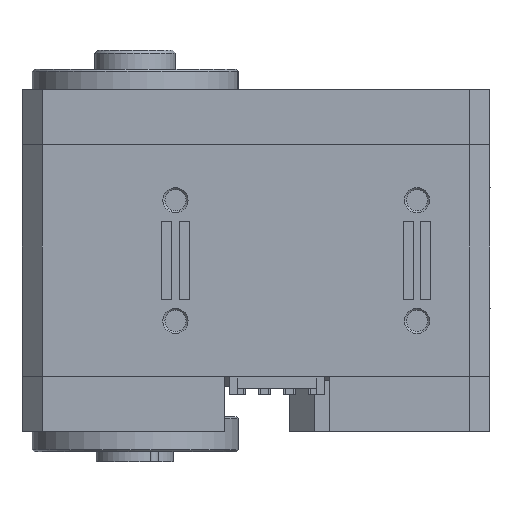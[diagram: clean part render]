
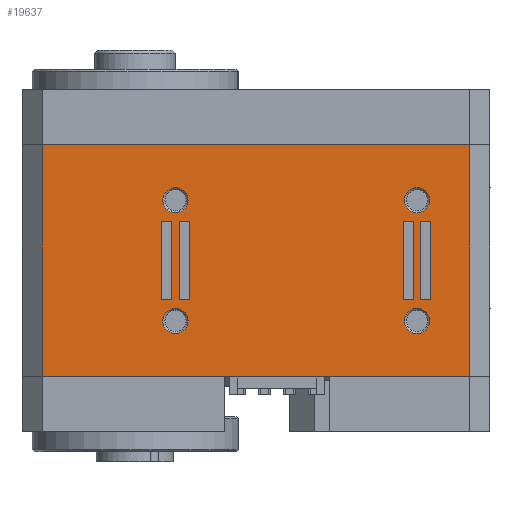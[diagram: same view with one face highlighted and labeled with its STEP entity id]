
A CAD part, left-side view. The second image highlights one B-rep face of the part: STEP entity #19637.
In plain terms, the highlighted planar face has unit normal (-1, 0, 0).
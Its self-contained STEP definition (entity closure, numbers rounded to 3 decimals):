
#691=CIRCLE('',#21032,1.25);
#692=CIRCLE('',#21033,1.25);
#693=CIRCLE('',#21034,1.25);
#694=CIRCLE('',#21035,1.25);
#1387=FACE_BOUND('',#2631,.T.);
#1388=FACE_BOUND('',#2632,.T.);
#1389=FACE_BOUND('',#2633,.T.);
#1390=FACE_BOUND('',#2634,.T.);
#1391=FACE_BOUND('',#2635,.T.);
#1392=FACE_BOUND('',#2636,.T.);
#1393=FACE_BOUND('',#2637,.T.);
#1394=FACE_BOUND('',#2638,.T.);
#1538=FACE_OUTER_BOUND('',#2630,.T.);
#2630=EDGE_LOOP('',(#13149,#13150,#13151,#13152));
#2631=EDGE_LOOP('',(#13153,#13154,#13155,#13156));
#2632=EDGE_LOOP('',(#13157,#13158,#13159,#13160));
#2633=EDGE_LOOP('',(#13161,#13162,#13163,#13164));
#2634=EDGE_LOOP('',(#13165,#13166,#13167,#13168));
#2635=EDGE_LOOP('',(#13169));
#2636=EDGE_LOOP('',(#13170));
#2637=EDGE_LOOP('',(#13171));
#2638=EDGE_LOOP('',(#13172));
#3882=LINE('',#28752,#6038);
#3887=LINE('',#28766,#6043);
#3889=LINE('',#28770,#6045);
#3890=LINE('',#28771,#6046);
#3891=LINE('',#28774,#6047);
#3892=LINE('',#28776,#6048);
#3893=LINE('',#28778,#6049);
#3894=LINE('',#28779,#6050);
#3895=LINE('',#28782,#6051);
#3896=LINE('',#28784,#6052);
#3897=LINE('',#28786,#6053);
#3898=LINE('',#28787,#6054);
#3899=LINE('',#28790,#6055);
#3900=LINE('',#28792,#6056);
#3901=LINE('',#28794,#6057);
#3902=LINE('',#28795,#6058);
#3903=LINE('',#28798,#6059);
#3904=LINE('',#28800,#6060);
#3905=LINE('',#28802,#6061);
#3906=LINE('',#28803,#6062);
#6038=VECTOR('',#22910,42.5);
#6043=VECTOR('',#22923,23.);
#6045=VECTOR('',#22927,23.);
#6046=VECTOR('',#22928,42.5);
#6047=VECTOR('',#22929,1.);
#6048=VECTOR('',#22930,7.8);
#6049=VECTOR('',#22931,1.);
#6050=VECTOR('',#22932,7.8);
#6051=VECTOR('',#22933,1.);
#6052=VECTOR('',#22934,7.8);
#6053=VECTOR('',#22935,1.);
#6054=VECTOR('',#22936,7.8);
#6055=VECTOR('',#22937,1.);
#6056=VECTOR('',#22938,7.8);
#6057=VECTOR('',#22939,1.);
#6058=VECTOR('',#22940,7.8);
#6059=VECTOR('',#22941,1.);
#6060=VECTOR('',#22942,7.8);
#6061=VECTOR('',#22943,1.);
#6062=VECTOR('',#22944,7.8);
#8186=VERTEX_POINT('',#28749);
#8187=VERTEX_POINT('',#28751);
#8192=VERTEX_POINT('',#28765);
#8193=VERTEX_POINT('',#28769);
#8194=VERTEX_POINT('',#28772);
#8195=VERTEX_POINT('',#28773);
#8196=VERTEX_POINT('',#28775);
#8197=VERTEX_POINT('',#28777);
#8198=VERTEX_POINT('',#28780);
#8199=VERTEX_POINT('',#28781);
#8200=VERTEX_POINT('',#28783);
#8201=VERTEX_POINT('',#28785);
#8202=VERTEX_POINT('',#28788);
#8203=VERTEX_POINT('',#28789);
#8204=VERTEX_POINT('',#28791);
#8205=VERTEX_POINT('',#28793);
#8206=VERTEX_POINT('',#28796);
#8207=VERTEX_POINT('',#28797);
#8208=VERTEX_POINT('',#28799);
#8209=VERTEX_POINT('',#28801);
#8210=VERTEX_POINT('',#28804);
#8211=VERTEX_POINT('',#28806);
#8212=VERTEX_POINT('',#28808);
#8213=VERTEX_POINT('',#28810);
#10167=EDGE_CURVE('',#8186,#8187,#3882,.T.);
#10174=EDGE_CURVE('',#8192,#8187,#3887,.T.);
#10176=EDGE_CURVE('',#8193,#8186,#3889,.T.);
#10177=EDGE_CURVE('',#8192,#8193,#3890,.T.);
#10178=EDGE_CURVE('',#8194,#8195,#3891,.T.);
#10179=EDGE_CURVE('',#8195,#8196,#3892,.T.);
#10180=EDGE_CURVE('',#8196,#8197,#3893,.T.);
#10181=EDGE_CURVE('',#8194,#8197,#3894,.T.);
#10182=EDGE_CURVE('',#8198,#8199,#3895,.T.);
#10183=EDGE_CURVE('',#8199,#8200,#3896,.T.);
#10184=EDGE_CURVE('',#8200,#8201,#3897,.T.);
#10185=EDGE_CURVE('',#8198,#8201,#3898,.T.);
#10186=EDGE_CURVE('',#8202,#8203,#3899,.T.);
#10187=EDGE_CURVE('',#8203,#8204,#3900,.T.);
#10188=EDGE_CURVE('',#8204,#8205,#3901,.T.);
#10189=EDGE_CURVE('',#8202,#8205,#3902,.T.);
#10190=EDGE_CURVE('',#8206,#8207,#3903,.T.);
#10191=EDGE_CURVE('',#8207,#8208,#3904,.T.);
#10192=EDGE_CURVE('',#8208,#8209,#3905,.T.);
#10193=EDGE_CURVE('',#8206,#8209,#3906,.T.);
#10194=EDGE_CURVE('',#8210,#8210,#691,.T.);
#10195=EDGE_CURVE('',#8211,#8211,#692,.T.);
#10196=EDGE_CURVE('',#8212,#8212,#693,.T.);
#10197=EDGE_CURVE('',#8213,#8213,#694,.T.);
#13149=ORIENTED_EDGE('',*,*,#10176,.F.);
#13150=ORIENTED_EDGE('',*,*,#10177,.F.);
#13151=ORIENTED_EDGE('',*,*,#10174,.T.);
#13152=ORIENTED_EDGE('',*,*,#10167,.F.);
#13153=ORIENTED_EDGE('',*,*,#10178,.T.);
#13154=ORIENTED_EDGE('',*,*,#10179,.T.);
#13155=ORIENTED_EDGE('',*,*,#10180,.T.);
#13156=ORIENTED_EDGE('',*,*,#10181,.F.);
#13157=ORIENTED_EDGE('',*,*,#10182,.T.);
#13158=ORIENTED_EDGE('',*,*,#10183,.T.);
#13159=ORIENTED_EDGE('',*,*,#10184,.T.);
#13160=ORIENTED_EDGE('',*,*,#10185,.F.);
#13161=ORIENTED_EDGE('',*,*,#10186,.T.);
#13162=ORIENTED_EDGE('',*,*,#10187,.T.);
#13163=ORIENTED_EDGE('',*,*,#10188,.T.);
#13164=ORIENTED_EDGE('',*,*,#10189,.F.);
#13165=ORIENTED_EDGE('',*,*,#10190,.T.);
#13166=ORIENTED_EDGE('',*,*,#10191,.T.);
#13167=ORIENTED_EDGE('',*,*,#10192,.T.);
#13168=ORIENTED_EDGE('',*,*,#10193,.F.);
#13169=ORIENTED_EDGE('',*,*,#10194,.T.);
#13170=ORIENTED_EDGE('',*,*,#10195,.T.);
#13171=ORIENTED_EDGE('',*,*,#10196,.T.);
#13172=ORIENTED_EDGE('',*,*,#10197,.T.);
#18903=PLANE('',#21031);
#19637=ADVANCED_FACE('',(#1538,#1387,#1388,#1389,#1390,#1391,#1392,#1393,
#1394),#18903,.T.);
#21031=AXIS2_PLACEMENT_3D('',#28768,#22925,#22926);
#21032=AXIS2_PLACEMENT_3D('',#28805,#22945,#22946);
#21033=AXIS2_PLACEMENT_3D('',#28807,#22947,#22948);
#21034=AXIS2_PLACEMENT_3D('',#28809,#22949,#22950);
#21035=AXIS2_PLACEMENT_3D('',#28811,#22951,#22952);
#22910=DIRECTION('',(0.,1.,0.));
#22923=DIRECTION('',(0.,0.,-1.));
#22925=DIRECTION('center_axis',(-1.,0.,0.));
#22926=DIRECTION('ref_axis',(0.,-1.,0.));
#22927=DIRECTION('',(0.,0.,-1.));
#22928=DIRECTION('',(0.,-1.,0.));
#22929=DIRECTION('',(0.,-1.,0.));
#22930=DIRECTION('',(0.,0.,-1.));
#22931=DIRECTION('',(0.,1.,0.));
#22932=DIRECTION('',(0.,0.,-1.));
#22933=DIRECTION('',(0.,-1.,0.));
#22934=DIRECTION('',(0.,0.,-1.));
#22935=DIRECTION('',(0.,1.,0.));
#22936=DIRECTION('',(0.,0.,-1.));
#22937=DIRECTION('',(0.,1.,0.));
#22938=DIRECTION('',(0.,0.,1.));
#22939=DIRECTION('',(0.,-1.,0.));
#22940=DIRECTION('',(0.,0.,1.));
#22941=DIRECTION('',(0.,1.,0.));
#22942=DIRECTION('',(0.,0.,1.));
#22943=DIRECTION('',(0.,-1.,0.));
#22944=DIRECTION('',(0.,0.,1.));
#22945=DIRECTION('center_axis',(1.,0.,0.));
#22946=DIRECTION('ref_axis',(0.,-1.,0.));
#22947=DIRECTION('center_axis',(1.,0.,0.));
#22948=DIRECTION('ref_axis',(0.,-1.,0.));
#22949=DIRECTION('center_axis',(1.,0.,0.));
#22950=DIRECTION('ref_axis',(0.,-1.,0.));
#22951=DIRECTION('center_axis',(1.,0.,0.));
#22952=DIRECTION('ref_axis',(0.,-1.,0.));
#28749=CARTESIAN_POINT('',(-14.25,-33.25,-11.5));
#28751=CARTESIAN_POINT('',(-14.25,9.25,-11.5));
#28752=CARTESIAN_POINT('',(-14.25,-33.25,-11.5));
#28765=CARTESIAN_POINT('',(-14.25,9.25,11.5));
#28766=CARTESIAN_POINT('',(-14.25,9.25,11.5));
#28768=CARTESIAN_POINT('Origin',(-14.25,9.25,-10.8));
#28769=CARTESIAN_POINT('',(-14.25,-33.25,11.5));
#28770=CARTESIAN_POINT('',(-14.25,-33.25,11.5));
#28771=CARTESIAN_POINT('',(-14.25,9.25,11.5));
#28772=CARTESIAN_POINT('',(-14.25,-4.35,3.9));
#28773=CARTESIAN_POINT('',(-14.25,-5.35,3.9));
#28774=CARTESIAN_POINT('',(-14.25,-4.35,3.9));
#28775=CARTESIAN_POINT('',(-14.25,-5.35,-3.9));
#28776=CARTESIAN_POINT('',(-14.25,-5.35,3.9));
#28777=CARTESIAN_POINT('',(-14.25,-4.35,-3.9));
#28778=CARTESIAN_POINT('',(-14.25,-5.35,-3.9));
#28779=CARTESIAN_POINT('',(-14.25,-4.35,3.9));
#28780=CARTESIAN_POINT('',(-14.25,-28.35,3.9));
#28781=CARTESIAN_POINT('',(-14.25,-29.35,3.9));
#28782=CARTESIAN_POINT('',(-14.25,-28.35,3.9));
#28783=CARTESIAN_POINT('',(-14.25,-29.35,-3.9));
#28784=CARTESIAN_POINT('',(-14.25,-29.35,3.9));
#28785=CARTESIAN_POINT('',(-14.25,-28.35,-3.9));
#28786=CARTESIAN_POINT('',(-14.25,-29.35,-3.9));
#28787=CARTESIAN_POINT('',(-14.25,-28.35,3.9));
#28788=CARTESIAN_POINT('',(-14.25,-3.65,-3.9));
#28789=CARTESIAN_POINT('',(-14.25,-2.65,-3.9));
#28790=CARTESIAN_POINT('',(-14.25,-3.65,-3.9));
#28791=CARTESIAN_POINT('',(-14.25,-2.65,3.9));
#28792=CARTESIAN_POINT('',(-14.25,-2.65,-3.9));
#28793=CARTESIAN_POINT('',(-14.25,-3.65,3.9));
#28794=CARTESIAN_POINT('',(-14.25,-2.65,3.9));
#28795=CARTESIAN_POINT('',(-14.25,-3.65,-3.9));
#28796=CARTESIAN_POINT('',(-14.25,-27.65,-3.9));
#28797=CARTESIAN_POINT('',(-14.25,-26.65,-3.9));
#28798=CARTESIAN_POINT('',(-14.25,-27.65,-3.9));
#28799=CARTESIAN_POINT('',(-14.25,-26.65,3.9));
#28800=CARTESIAN_POINT('',(-14.25,-26.65,-3.9));
#28801=CARTESIAN_POINT('',(-14.25,-27.65,3.9));
#28802=CARTESIAN_POINT('',(-14.25,-26.65,3.9));
#28803=CARTESIAN_POINT('',(-14.25,-27.65,-3.9));
#28804=CARTESIAN_POINT('',(-14.25,-4.,-4.75));
#28805=CARTESIAN_POINT('Origin',(-14.25,-4.,-6.));
#28806=CARTESIAN_POINT('',(-14.25,-28.,-4.75));
#28807=CARTESIAN_POINT('Origin',(-14.25,-28.,-6.));
#28808=CARTESIAN_POINT('',(-14.25,-4.,7.25));
#28809=CARTESIAN_POINT('Origin',(-14.25,-4.,6.));
#28810=CARTESIAN_POINT('',(-14.25,-28.,7.25));
#28811=CARTESIAN_POINT('Origin',(-14.25,-28.,6.));
